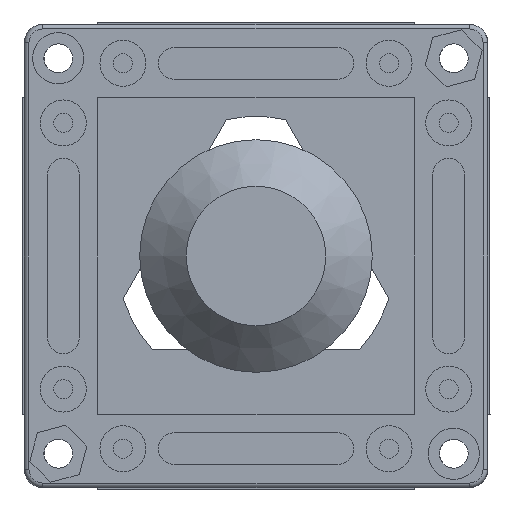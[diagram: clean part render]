
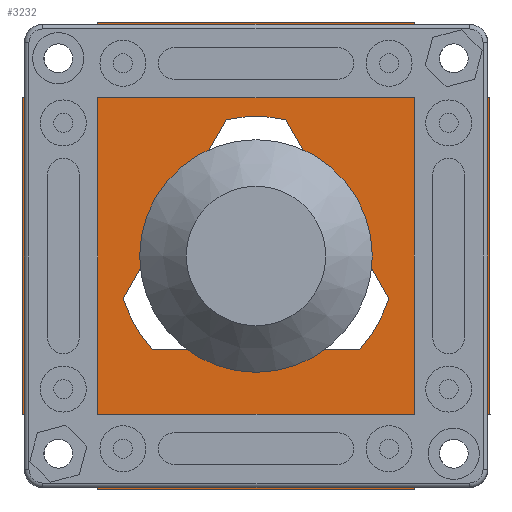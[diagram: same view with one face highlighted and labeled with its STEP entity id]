
A CAD part, front view. The second image highlights one B-rep face of the part: STEP entity #3232.
In plain terms, the highlighted face is planar.
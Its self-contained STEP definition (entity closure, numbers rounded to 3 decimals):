
#148=FACE_BOUND('',#680,.T.);
#271=CIRCLE('',#3618,15.);
#273=CIRCLE('',#3621,15.);
#274=CIRCLE('',#3623,15.);
#458=FACE_OUTER_BOUND('',#679,.T.);
#679=EDGE_LOOP('',(#2901,#2902,#2903,#2904,#2905,#2906,#2907,#2908,#2909,
#2910,#2911,#2912,#2913,#2914,#2915,#2916));
#680=EDGE_LOOP('',(#2917,#2918,#2919,#2920,#2921,#2922));
#938=LINE('',#5398,#1251);
#942=LINE('',#5407,#1255);
#946=LINE('',#5416,#1259);
#952=LINE('',#5438,#1265);
#955=LINE('',#5444,#1268);
#958=LINE('',#5450,#1271);
#961=LINE('',#5456,#1274);
#964=LINE('',#5462,#1277);
#967=LINE('',#5468,#1280);
#970=LINE('',#5474,#1283);
#973=LINE('',#5480,#1286);
#976=LINE('',#5486,#1289);
#979=LINE('',#5492,#1292);
#982=LINE('',#5498,#1295);
#985=LINE('',#5504,#1298);
#988=LINE('',#5510,#1301);
#991=LINE('',#5516,#1304);
#994=LINE('',#5522,#1307);
#997=LINE('',#5526,#1310);
#1251=VECTOR('',#4470,10.);
#1255=VECTOR('',#4476,10.);
#1259=VECTOR('',#4482,10.);
#1265=VECTOR('',#4508,10.);
#1268=VECTOR('',#4513,10.);
#1271=VECTOR('',#4518,10.);
#1274=VECTOR('',#4523,10.);
#1277=VECTOR('',#4528,10.);
#1280=VECTOR('',#4533,10.);
#1283=VECTOR('',#4538,10.);
#1286=VECTOR('',#4543,10.);
#1289=VECTOR('',#4548,10.);
#1292=VECTOR('',#4553,10.);
#1295=VECTOR('',#4558,10.);
#1298=VECTOR('',#4563,10.);
#1301=VECTOR('',#4568,10.);
#1304=VECTOR('',#4573,10.);
#1307=VECTOR('',#4578,10.);
#1310=VECTOR('',#4583,10.);
#1558=VERTEX_POINT('',#5396);
#1559=VERTEX_POINT('',#5397);
#1562=VERTEX_POINT('',#5405);
#1563=VERTEX_POINT('',#5406);
#1566=VERTEX_POINT('',#5414);
#1567=VERTEX_POINT('',#5415);
#1572=VERTEX_POINT('',#5435);
#1573=VERTEX_POINT('',#5437);
#1575=VERTEX_POINT('',#5443);
#1577=VERTEX_POINT('',#5449);
#1579=VERTEX_POINT('',#5455);
#1581=VERTEX_POINT('',#5461);
#1583=VERTEX_POINT('',#5467);
#1585=VERTEX_POINT('',#5473);
#1587=VERTEX_POINT('',#5479);
#1589=VERTEX_POINT('',#5485);
#1591=VERTEX_POINT('',#5491);
#1593=VERTEX_POINT('',#5497);
#1595=VERTEX_POINT('',#5503);
#1597=VERTEX_POINT('',#5509);
#1599=VERTEX_POINT('',#5515);
#1601=VERTEX_POINT('',#5521);
#1977=EDGE_CURVE('',#1558,#1559,#938,.T.);
#1981=EDGE_CURVE('',#1562,#1563,#942,.T.);
#1985=EDGE_CURVE('',#1566,#1567,#946,.T.);
#1990=EDGE_CURVE('',#1562,#1567,#271,.T.);
#1992=EDGE_CURVE('',#1558,#1563,#273,.T.);
#1993=EDGE_CURVE('',#1566,#1559,#274,.T.);
#1997=EDGE_CURVE('',#1573,#1572,#952,.T.);
#2000=EDGE_CURVE('',#1575,#1573,#955,.T.);
#2003=EDGE_CURVE('',#1577,#1575,#958,.T.);
#2006=EDGE_CURVE('',#1579,#1577,#961,.T.);
#2009=EDGE_CURVE('',#1581,#1579,#964,.T.);
#2012=EDGE_CURVE('',#1583,#1581,#967,.T.);
#2015=EDGE_CURVE('',#1585,#1583,#970,.T.);
#2018=EDGE_CURVE('',#1587,#1585,#973,.T.);
#2021=EDGE_CURVE('',#1589,#1587,#976,.T.);
#2024=EDGE_CURVE('',#1591,#1589,#979,.T.);
#2027=EDGE_CURVE('',#1593,#1591,#982,.T.);
#2030=EDGE_CURVE('',#1595,#1593,#985,.T.);
#2033=EDGE_CURVE('',#1597,#1595,#988,.T.);
#2036=EDGE_CURVE('',#1599,#1597,#991,.T.);
#2039=EDGE_CURVE('',#1601,#1599,#994,.T.);
#2042=EDGE_CURVE('',#1572,#1601,#997,.T.);
#2901=ORIENTED_EDGE('',*,*,#2042,.T.);
#2902=ORIENTED_EDGE('',*,*,#2039,.T.);
#2903=ORIENTED_EDGE('',*,*,#2036,.T.);
#2904=ORIENTED_EDGE('',*,*,#2033,.T.);
#2905=ORIENTED_EDGE('',*,*,#2030,.T.);
#2906=ORIENTED_EDGE('',*,*,#2027,.T.);
#2907=ORIENTED_EDGE('',*,*,#2024,.T.);
#2908=ORIENTED_EDGE('',*,*,#2021,.T.);
#2909=ORIENTED_EDGE('',*,*,#2018,.T.);
#2910=ORIENTED_EDGE('',*,*,#2015,.T.);
#2911=ORIENTED_EDGE('',*,*,#2012,.T.);
#2912=ORIENTED_EDGE('',*,*,#2009,.T.);
#2913=ORIENTED_EDGE('',*,*,#2006,.T.);
#2914=ORIENTED_EDGE('',*,*,#2003,.T.);
#2915=ORIENTED_EDGE('',*,*,#2000,.T.);
#2916=ORIENTED_EDGE('',*,*,#1997,.T.);
#2917=ORIENTED_EDGE('',*,*,#1990,.T.);
#2918=ORIENTED_EDGE('',*,*,#1985,.F.);
#2919=ORIENTED_EDGE('',*,*,#1993,.T.);
#2920=ORIENTED_EDGE('',*,*,#1977,.F.);
#2921=ORIENTED_EDGE('',*,*,#1992,.T.);
#2922=ORIENTED_EDGE('',*,*,#1981,.F.);
#3051=PLANE('',#3642);
#3232=ADVANCED_FACE('',(#458,#148),#3051,.T.);
#3618=AXIS2_PLACEMENT_3D('',#5424,#4490,#4491);
#3621=AXIS2_PLACEMENT_3D('',#5427,#4496,#4497);
#3623=AXIS2_PLACEMENT_3D('',#5429,#4500,#4501);
#3642=AXIS2_PLACEMENT_3D('',#5528,#4586,#4587);
#4470=DIRECTION('',(1.,0.,0.));
#4476=DIRECTION('',(-0.5,-0.866,0.));
#4482=DIRECTION('',(-0.5,0.866,0.));
#4490=DIRECTION('center_axis',(0.,0.,-1.));
#4491=DIRECTION('ref_axis',(1.,0.,0.));
#4496=DIRECTION('center_axis',(0.,0.,-1.));
#4497=DIRECTION('ref_axis',(1.,0.,0.));
#4500=DIRECTION('center_axis',(0.,0.,-1.));
#4501=DIRECTION('ref_axis',(1.,0.,0.));
#4508=DIRECTION('',(0.,1.,0.));
#4513=DIRECTION('',(-0.707,0.707,0.));
#4518=DIRECTION('',(-1.,0.,0.));
#4523=DIRECTION('',(0.,1.,0.));
#4528=DIRECTION('',(1.,0.,0.));
#4533=DIRECTION('',(0.707,0.707,0.));
#4538=DIRECTION('',(0.,1.,0.));
#4543=DIRECTION('',(1.,0.,0.));
#4548=DIRECTION('',(0.,-1.,0.));
#4553=DIRECTION('',(0.707,-0.707,0.));
#4558=DIRECTION('',(1.,0.,0.));
#4563=DIRECTION('',(0.,-1.,0.));
#4568=DIRECTION('',(-1.,0.,0.));
#4573=DIRECTION('',(-0.707,-0.707,0.));
#4578=DIRECTION('',(0.,-1.,0.));
#4583=DIRECTION('',(-1.,0.,0.));
#4586=DIRECTION('center_axis',(0.,0.,1.));
#4587=DIRECTION('ref_axis',(1.,0.,0.));
#5396=CARTESIAN_POINT('',(-11.113,-10.075,8.));
#5397=CARTESIAN_POINT('',(11.113,-10.075,8.));
#5398=CARTESIAN_POINT('',(5.556,-10.075,8.));
#5405=CARTESIAN_POINT('',(-3.169,14.661,8.));
#5406=CARTESIAN_POINT('',(-14.282,-4.586,8.));
#5407=CARTESIAN_POINT('',(-11.54,0.162,8.));
#5414=CARTESIAN_POINT('',(14.282,-4.586,8.));
#5415=CARTESIAN_POINT('',(3.169,14.661,8.));
#5416=CARTESIAN_POINT('',(5.984,9.786,8.));
#5424=CARTESIAN_POINT('Origin',(0.,0.,8.));
#5427=CARTESIAN_POINT('Origin',(0.,0.,8.));
#5429=CARTESIAN_POINT('Origin',(0.,0.,8.));
#5435=CARTESIAN_POINT('',(17.05,25.151,8.));
#5437=CARTESIAN_POINT('',(17.05,21.461,8.));
#5438=CARTESIAN_POINT('',(17.05,25.151,8.));
#5443=CARTESIAN_POINT('',(21.461,17.05,8.));
#5444=CARTESIAN_POINT('',(19.256,19.256,8.));
#5449=CARTESIAN_POINT('',(25.151,17.05,8.));
#5450=CARTESIAN_POINT('',(21.461,17.05,8.));
#5455=CARTESIAN_POINT('',(25.151,-17.05,8.));
#5456=CARTESIAN_POINT('',(25.151,0.,8.));
#5461=CARTESIAN_POINT('',(21.461,-17.05,8.));
#5462=CARTESIAN_POINT('',(25.151,-17.05,8.));
#5467=CARTESIAN_POINT('',(17.05,-21.461,8.));
#5468=CARTESIAN_POINT('',(19.256,-19.256,8.));
#5473=CARTESIAN_POINT('',(17.05,-25.151,8.));
#5474=CARTESIAN_POINT('',(17.05,-21.461,8.));
#5479=CARTESIAN_POINT('',(-17.05,-25.151,8.));
#5480=CARTESIAN_POINT('',(0.,-25.151,8.));
#5485=CARTESIAN_POINT('',(-17.05,-21.461,8.));
#5486=CARTESIAN_POINT('',(-17.05,-25.151,8.));
#5491=CARTESIAN_POINT('',(-21.461,-17.05,8.));
#5492=CARTESIAN_POINT('',(-19.256,-19.256,8.));
#5497=CARTESIAN_POINT('',(-25.151,-17.05,8.));
#5498=CARTESIAN_POINT('',(-21.461,-17.05,8.));
#5503=CARTESIAN_POINT('',(-25.151,17.05,8.));
#5504=CARTESIAN_POINT('',(-25.151,0.,8.));
#5509=CARTESIAN_POINT('',(-21.461,17.05,8.));
#5510=CARTESIAN_POINT('',(-25.151,17.05,8.));
#5515=CARTESIAN_POINT('',(-17.05,21.461,8.));
#5516=CARTESIAN_POINT('',(-19.256,19.256,8.));
#5521=CARTESIAN_POINT('',(-17.05,25.151,8.));
#5522=CARTESIAN_POINT('',(-17.05,21.461,8.));
#5526=CARTESIAN_POINT('',(0.,25.151,8.));
#5528=CARTESIAN_POINT('Origin',(0.,0.,
8.));
